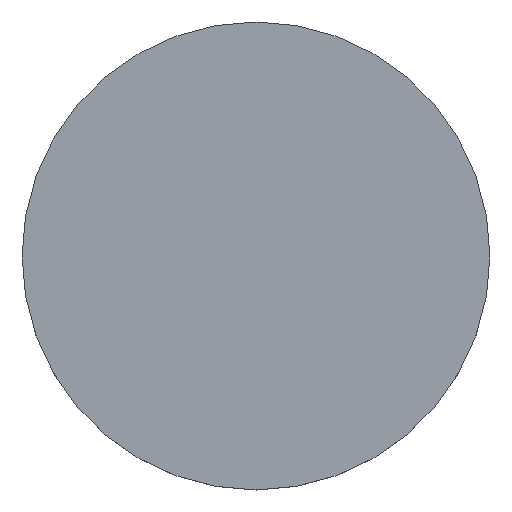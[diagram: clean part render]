
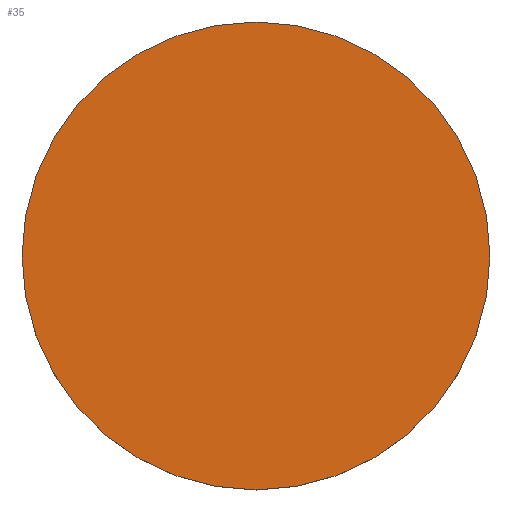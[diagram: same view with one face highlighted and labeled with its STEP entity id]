
A CAD part, top view. The second image highlights one B-rep face of the part: STEP entity #35.
In plain terms, the highlighted planar face has unit normal (0, 0, 1).
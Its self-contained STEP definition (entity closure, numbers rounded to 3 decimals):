
#5 = VERTEX_POINT ( 'NONE', #37 ) ;
#24 = ORIENTED_EDGE ( 'NONE', *, *, #65, .F. ) ;
#26 = DIRECTION ( 'NONE',  ( 0., 0., 1. ) ) ;
#34 = FACE_OUTER_BOUND ( 'NONE', #58, .T. ) ;
#35 = ADVANCED_FACE ( 'NONE', ( #34 ), #219, .T. ) ;
#37 = CARTESIAN_POINT ( 'NONE',  ( -25.4, 0., 6. ) ) ;
#41 = AXIS2_PLACEMENT_3D ( 'NONE', #43, #26, #107 ) ;
#43 = CARTESIAN_POINT ( 'NONE',  ( 0., 52.02, 6. ) ) ;
#58 = EDGE_LOOP ( 'NONE', ( #61, #24 ) ) ;
#60 = DIRECTION ( 'NONE',  ( 1., 0., 0. ) ) ;
#61 = ORIENTED_EDGE ( 'NONE', *, *, #117, .F. ) ;
#65 = EDGE_CURVE ( 'NONE', #5, #93, #103, .T. ) ;
#93 = VERTEX_POINT ( 'NONE', #218 ) ;
#96 = DIRECTION ( 'NONE',  ( 0., 0., -1. ) ) ;
#103 = CIRCLE ( 'NONE', #131, 25.4 ) ;
#107 = DIRECTION ( 'NONE',  ( 1., 0., 0. ) ) ;
#117 = EDGE_CURVE ( 'NONE', #93, #5, #129, .T. ) ;
#129 = CIRCLE ( 'NONE', #200, 25.4 ) ;
#131 = AXIS2_PLACEMENT_3D ( 'NONE', #164, #96, #60 ) ;
#147 = CARTESIAN_POINT ( 'NONE',  ( 0., 0., 6. ) ) ;
#164 = CARTESIAN_POINT ( 'NONE',  ( 0., 0., 6. ) ) ;
#165 = DIRECTION ( 'NONE',  ( 0., 0., -1. ) ) ;
#200 = AXIS2_PLACEMENT_3D ( 'NONE', #147, #165, #220 ) ;
#218 = CARTESIAN_POINT ( 'NONE',  ( 25.4, 0., 6. ) ) ;
#219 = PLANE ( 'NONE',  #41 ) ;
#220 = DIRECTION ( 'NONE',  ( 1., 0., 0. ) ) ;
